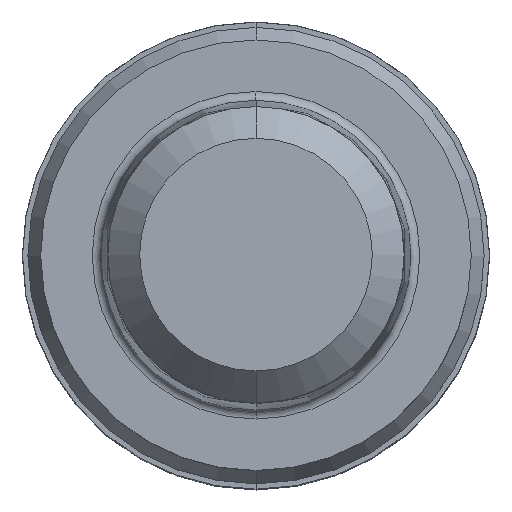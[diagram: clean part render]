
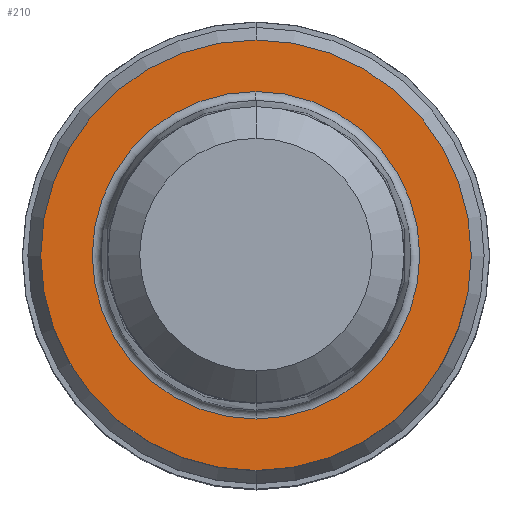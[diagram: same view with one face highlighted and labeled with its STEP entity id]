
A CAD part, top view. The second image highlights one B-rep face of the part: STEP entity #210.
In plain terms, the highlighted planar face has unit normal (0, 0, 1).
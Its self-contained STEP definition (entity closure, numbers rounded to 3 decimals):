
#204=EDGE_CURVE('',#400,#262,#514,.T.);
#208=EDGE_CURVE('',#298,#284,#518,.T.);
#210=ADVANCED_FACE('',(#520,#521),#522,.T.);
#248=EDGE_CURVE('',#262,#400,#565,.T.);
#262=VERTEX_POINT('',#583);
#284=VERTEX_POINT('',#606);
#298=VERTEX_POINT('',#623);
#400=VERTEX_POINT('',#739);
#442=EDGE_CURVE('',#284,#298,#785,.T.);
#514=CIRCLE('',#859,4.45);
#518=CIRCLE('',#866,5.85);
#520=FACE_OUTER_BOUND('',#868,.T.);
#521=FACE_BOUND('',#869,.T.);
#522=PLANE('',#870);
#565=CIRCLE('',#922,4.45);
#583=CARTESIAN_POINT('',(0.0,4.45,0.01));
#606=CARTESIAN_POINT('',(0.,-5.85,0.01));
#623=CARTESIAN_POINT('',(0.0,5.85,0.01));
#739=CARTESIAN_POINT('',(0.,-4.45,0.01));
#785=CIRCLE('',#1202,5.85);
#859=AXIS2_PLACEMENT_3D('',#1267,#1268,#1269);
#866=AXIS2_PLACEMENT_3D('',#1271,#1272,#1273);
#868=EDGE_LOOP('',(#1275,#1276));
#869=EDGE_LOOP('',(#1277,#1278));
#870=AXIS2_PLACEMENT_3D('',#1279,#1280,#1281);
#922=AXIS2_PLACEMENT_3D('',#1331,#1332,#1333);
#1202=AXIS2_PLACEMENT_3D('',#1634,#1635,#1636);
#1267=CARTESIAN_POINT('',(0.0,0.0,0.01));
#1268=DIRECTION('',(0.0,0.0,-1.0));
#1269=DIRECTION('',(0.0,1.0,0.0));
#1271=CARTESIAN_POINT('',(0.0,0.0,0.01));
#1272=DIRECTION('',(0.0,0.0,-1.0));
#1273=DIRECTION('',(0.0,1.0,0.0));
#1275=ORIENTED_EDGE('',*,*,#208,.F.);
#1276=ORIENTED_EDGE('',*,*,#442,.F.);
#1277=ORIENTED_EDGE('',*,*,#248,.T.);
#1278=ORIENTED_EDGE('',*,*,#204,.T.);
#1279=CARTESIAN_POINT('',(0.0,2.925,0.01));
#1280=DIRECTION('',(-0.0,0.0,1.0));
#1281=DIRECTION('',(0.0,-1.0,0.0));
#1331=CARTESIAN_POINT('',(0.0,0.0,0.01));
#1332=DIRECTION('',(0.0,0.0,-1.0));
#1333=DIRECTION('',(0.0,1.0,0.0));
#1634=CARTESIAN_POINT('',(0.0,0.0,0.01));
#1635=DIRECTION('',(0.0,0.0,-1.0));
#1636=DIRECTION('',(0.0,1.0,0.0));
